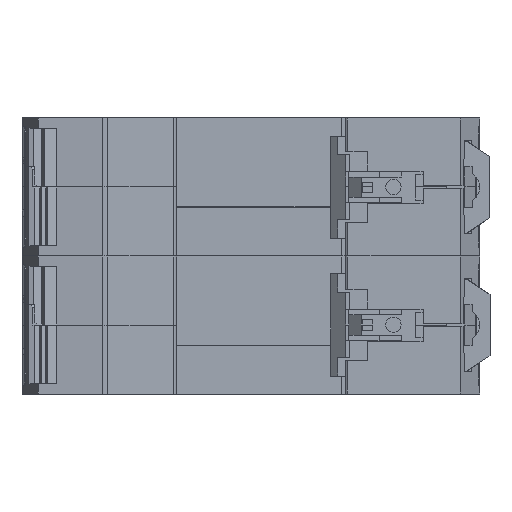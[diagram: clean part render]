
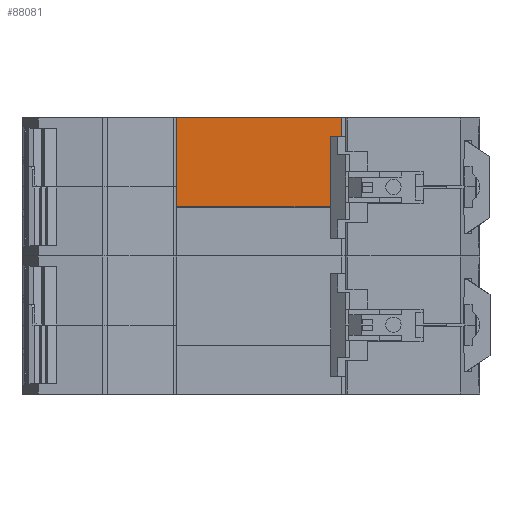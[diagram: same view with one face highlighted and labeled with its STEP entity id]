
A CAD part, front view. The second image highlights one B-rep face of the part: STEP entity #88081.
In plain terms, the highlighted planar face has unit normal (0, -1, 0).
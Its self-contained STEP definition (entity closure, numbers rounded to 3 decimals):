
#59551=DIRECTION('',(1.,0.,0.));
#59552=VECTOR('',#59551,0.1);
#59553=CARTESIAN_POINT('',(17.7,0.,13.5));
#59554=LINE('',#59553,#59552);
#59851=DIRECTION('',(0.,0.,-1.));
#59852=VECTOR('',#59851,13.5);
#59853=CARTESIAN_POINT('',(-17.5,0.,27.));
#59854=LINE('',#59853,#59852);
#60185=DIRECTION('',(0.,0.,-1.));
#60186=VECTOR('',#60185,3.85);
#60187=CARTESIAN_POINT('',(-17.3,0.,13.5));
#60188=LINE('',#60187,#60186);
#60217=DIRECTION('',(1.,0.,0.));
#60218=VECTOR('',#60217,35.);
#60219=CARTESIAN_POINT('',(-17.3,0.,9.65));
#60220=LINE('',#60219,#60218);
#60221=DIRECTION('',(0.,0.,-1.));
#60222=VECTOR('',#60221,3.85);
#60223=CARTESIAN_POINT('',(17.7,0.,13.5));
#60224=LINE('',#60223,#60222);
#60225=DIRECTION('',(-1.,0.,0.));
#60226=VECTOR('',#60225,0.2);
#60227=CARTESIAN_POINT('',(-17.3,0.,13.5));
#60228=LINE('',#60227,#60226);
#60229=DIRECTION('',(1.,0.,0.));
#60230=VECTOR('',#60229,35.3);
#60231=CARTESIAN_POINT('',(-17.5,0.,27.));
#60232=LINE('',#60231,#60230);
#60233=DIRECTION('',(0.,0.,1.));
#60234=VECTOR('',#60233,13.5);
#60235=CARTESIAN_POINT('',(17.8,0.,13.5));
#60236=LINE('',#60235,#60234);
#83071=CARTESIAN_POINT('',(17.7,0.,13.5));
#83072=VERTEX_POINT('',#83071);
#83073=CARTESIAN_POINT('',(17.8,0.,13.5));
#83074=VERTEX_POINT('',#83073);
#83181=CARTESIAN_POINT('',(-17.5,0.,13.5));
#83182=VERTEX_POINT('',#83181);
#83183=CARTESIAN_POINT('',(-17.3,0.,13.5));
#83184=VERTEX_POINT('',#83183);
#83341=CARTESIAN_POINT('',(-17.5,0.,27.));
#83343=VERTEX_POINT('',#83341);
#83386=CARTESIAN_POINT('',(17.8,0.,27.));
#83387=VERTEX_POINT('',#83386);
#84041=CARTESIAN_POINT('',(17.7,0.,9.65));
#84042=VERTEX_POINT('',#84041);
#84043=CARTESIAN_POINT('',(-17.3,0.,9.65));
#84044=VERTEX_POINT('',#84043);
#88065=CARTESIAN_POINT('',(0.3,0.,22.4));
#88066=DIRECTION('',(0.,1.,0.));
#88067=DIRECTION('',(0.,0.,1.));
#88068=AXIS2_PLACEMENT_3D('',#88065,#88066,#88067);
#88069=PLANE('',#88068);
#88071=ORIENTED_EDGE('',*,*,#88070,.F.);
#88072=ORIENTED_EDGE('',*,*,#87357,.F.);
#88073=ORIENTED_EDGE('',*,*,#88045,.T.);
#88074=ORIENTED_EDGE('',*,*,#88059,.F.);
#88075=ORIENTED_EDGE('',*,*,#88016,.F.);
#88076=ORIENTED_EDGE('',*,*,#87606,.T.);
#88077=ORIENTED_EDGE('',*,*,#87589,.F.);
#88078=ORIENTED_EDGE('',*,*,#87544,.T.);
#88079=EDGE_LOOP('',(#88071,#88072,#88073,#88074,#88075,#88076,#88077,#88078));
#88080=FACE_OUTER_BOUND('',#88079,.F.);
#88081=ADVANCED_FACE('',(#88080),#88069,.F.);
#87357=EDGE_CURVE('',#83072,#83074,#59554,.T.);
#87544=EDGE_CURVE('',#83343,#83387,#60232,.T.);
#87589=EDGE_CURVE('',#83343,#83182,#59854,.T.);
#87606=EDGE_CURVE('',#83184,#83182,#60228,.T.);
#88016=EDGE_CURVE('',#83184,#84044,#60188,.T.);
#88045=EDGE_CURVE('',#83072,#84042,#60224,.T.);
#88059=EDGE_CURVE('',#84044,#84042,#60220,.T.);
#88070=EDGE_CURVE('',#83074,#83387,#60236,.T.);
